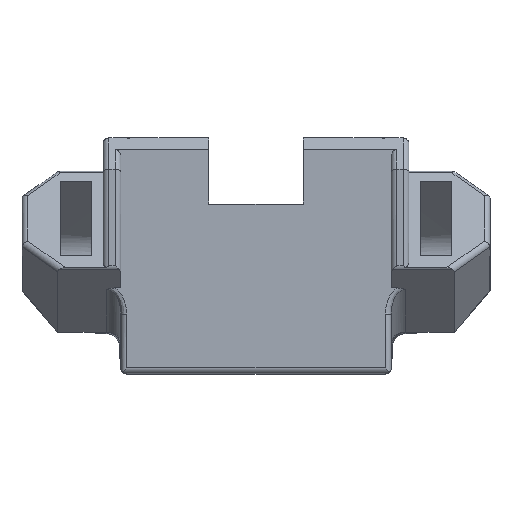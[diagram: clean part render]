
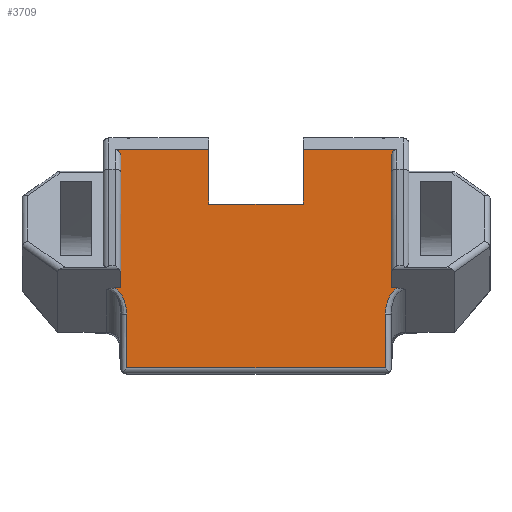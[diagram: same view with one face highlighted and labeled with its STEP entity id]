
A CAD part, top view. The second image highlights one B-rep face of the part: STEP entity #3709.
In plain terms, the highlighted planar face has unit normal (0, 0, 1).
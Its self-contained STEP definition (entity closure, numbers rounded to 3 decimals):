
#143=PLANE('',#4025);
#319=FACE_OUTER_BOUND('',#544,.T.);
#544=EDGE_LOOP('',(#3115,#3116,#3117,#3118,#3119,#3120,#3121,#3122,#3123,
#3124,#3125,#3126,#3127,#3128,#3129,#3130));
#633=ELLIPSE('',#3805,1.414,1.);
#639=ELLIPSE('',#3816,1.414,1.);
#659=ELLIPSE('',#3959,4.95,3.5);
#673=ELLIPSE('',#4026,4.95,3.5);
#810=LINE('',#5325,#1195);
#816=LINE('',#5349,#1201);
#826=LINE('',#5392,#1211);
#905=LINE('',#5601,#1290);
#992=LINE('',#6069,#1377);
#1006=LINE('',#6119,#1391);
#1008=LINE('',#6128,#1393);
#1041=LINE('',#6234,#1426);
#1042=LINE('',#6236,#1427);
#1043=LINE('',#6238,#1428);
#1044=LINE('',#6240,#1429);
#1045=LINE('',#6243,#1430);
#1195=VECTOR('',#4216,1.);
#1201=VECTOR('',#4226,1.);
#1211=VECTOR('',#4256,1.);
#1290=VECTOR('',#4453,1.);
#1377=VECTOR('',#4706,1.);
#1391=VECTOR('',#4772,1.);
#1393=VECTOR('',#4782,1.);
#1426=VECTOR('',#4879,1.);
#1427=VECTOR('',#4882,1.);
#1428=VECTOR('',#4883,1.);
#1429=VECTOR('',#4884,1.);
#1430=VECTOR('',#4887,1.);
#1581=VERTEX_POINT('',#5297);
#1582=VERTEX_POINT('',#5299);
#1587=VERTEX_POINT('',#5322);
#1588=VERTEX_POINT('',#5324);
#1600=VERTEX_POINT('',#5362);
#1601=VERTEX_POINT('',#5364);
#1607=VERTEX_POINT('',#5391);
#1676=VERTEX_POINT('',#5595);
#1678=VERTEX_POINT('',#5599);
#1741=VERTEX_POINT('',#6060);
#1744=VERTEX_POINT('',#6068);
#1757=VERTEX_POINT('',#6127);
#1798=VERTEX_POINT('',#6232);
#1799=VERTEX_POINT('',#6237);
#1800=VERTEX_POINT('',#6239);
#1801=VERTEX_POINT('',#6241);
#1920=EDGE_CURVE('',#1581,#1582,#633,.F.);
#1928=EDGE_CURVE('',#1587,#1588,#810,.T.);
#1936=EDGE_CURVE('',#1582,#1587,#816,.T.);
#1943=EDGE_CURVE('',#1600,#1601,#639,.F.);
#1952=EDGE_CURVE('',#1607,#1601,#826,.T.);
#2058=EDGE_CURVE('',#1676,#1678,#905,.T.);
#2176=EDGE_CURVE('',#1588,#1741,#659,.T.);
#2180=EDGE_CURVE('',#1741,#1744,#992,.T.);
#2206=EDGE_CURVE('',#1676,#1581,#1006,.T.);
#2210=EDGE_CURVE('',#1757,#1744,#1008,.T.);
#2263=EDGE_CURVE('',#1678,#1798,#1041,.T.);
#2264=EDGE_CURVE('',#1607,#1798,#1042,.T.);
#2265=EDGE_CURVE('',#1600,#1799,#1043,.T.);
#2266=EDGE_CURVE('',#1799,#1800,#1044,.T.);
#2267=EDGE_CURVE('',#1800,#1801,#673,.T.);
#2268=EDGE_CURVE('',#1801,#1757,#1045,.T.);
#3115=ORIENTED_EDGE('',*,*,#2263,.T.);
#3116=ORIENTED_EDGE('',*,*,#2264,.F.);
#3117=ORIENTED_EDGE('',*,*,#1952,.T.);
#3118=ORIENTED_EDGE('',*,*,#1943,.F.);
#3119=ORIENTED_EDGE('',*,*,#2265,.T.);
#3120=ORIENTED_EDGE('',*,*,#2266,.T.);
#3121=ORIENTED_EDGE('',*,*,#2267,.T.);
#3122=ORIENTED_EDGE('',*,*,#2268,.T.);
#3123=ORIENTED_EDGE('',*,*,#2210,.T.);
#3124=ORIENTED_EDGE('',*,*,#2180,.F.);
#3125=ORIENTED_EDGE('',*,*,#2176,.F.);
#3126=ORIENTED_EDGE('',*,*,#1928,.F.);
#3127=ORIENTED_EDGE('',*,*,#1936,.F.);
#3128=ORIENTED_EDGE('',*,*,#1920,.F.);
#3129=ORIENTED_EDGE('',*,*,#2206,.F.);
#3130=ORIENTED_EDGE('',*,*,#2058,.T.);
#3709=ADVANCED_FACE('',(#319),#143,.F.);
#3805=AXIS2_PLACEMENT_3D('',#5300,#4203,#4204);
#3816=AXIS2_PLACEMENT_3D('',#5365,#4240,#4241);
#3959=AXIS2_PLACEMENT_3D('',#6061,#4697,#4698);
#4025=AXIS2_PLACEMENT_3D('',#6235,#4880,#4881);
#4026=AXIS2_PLACEMENT_3D('',#6242,#4885,#4886);
#4203=DIRECTION('center_axis',(0.,0.,
-1.));
#4204=DIRECTION('ref_axis',(0.,1.,0.));
#4216=DIRECTION('',(1.,0.,0.));
#4226=DIRECTION('',(0.,-1.,0.));
#4240=DIRECTION('center_axis',(0.,0.,
-1.));
#4241=DIRECTION('ref_axis',(0.,1.,0.));
#4256=DIRECTION('',(-1.,0.,0.));
#4453=DIRECTION('',(0.,-1.,0.));
#4697=DIRECTION('center_axis',(0.,0.,
1.));
#4698=DIRECTION('ref_axis',(0.,1.,0.));
#4706=DIRECTION('',(0.,-1.,0.));
#4772=DIRECTION('',(1.,0.,0.));
#4782=DIRECTION('',(1.,0.,0.));
#4879=DIRECTION('',(-1.,0.,0.));
#4880=DIRECTION('center_axis',(0.,0.,
-1.));
#4881=DIRECTION('ref_axis',(1.,0.,0.));
#4882=DIRECTION('',(0.,-1.,0.));
#4883=DIRECTION('',(0.,-1.,0.));
#4884=DIRECTION('',(-1.,0.,0.));
#4885=DIRECTION('center_axis',(0.,0.,
-1.));
#4886=DIRECTION('ref_axis',(0.,1.,0.));
#4887=DIRECTION('',(0.,-1.,0.));
#5297=CARTESIAN_POINT('',(24.5,39.,23.5));
#5299=CARTESIAN_POINT('',(23.5,37.586,23.5));
#5300=CARTESIAN_POINT('Origin',(24.5,37.586,23.5));
#5322=CARTESIAN_POINT('',(23.5,14.897,23.5));
#5324=CARTESIAN_POINT('',(24.598,14.897,23.5));
#5325=CARTESIAN_POINT('',(29.975,14.897,23.5));
#5349=CARTESIAN_POINT('',(23.5,2.,23.5));
#5362=CARTESIAN_POINT('',(-23.5,37.586,23.5));
#5364=CARTESIAN_POINT('',(-24.5,39.,23.5));
#5365=CARTESIAN_POINT('Origin',(-24.5,37.586,23.5));
#5391=CARTESIAN_POINT('',(-8.25,39.,23.5));
#5392=CARTESIAN_POINT('',(-23.5,39.,23.5));
#5595=CARTESIAN_POINT('',(8.25,39.,23.5));
#5599=CARTESIAN_POINT('',(8.25,29.5,23.5));
#5601=CARTESIAN_POINT('',(8.25,41.,23.5));
#6060=CARTESIAN_POINT('',(22.5,10.362,23.5));
#6061=CARTESIAN_POINT('Origin',(26.,10.362,23.5));
#6068=CARTESIAN_POINT('',(22.5,1.,23.5));
#6069=CARTESIAN_POINT('',(22.5,8.756,23.5));
#6119=CARTESIAN_POINT('',(23.5,39.,23.5));
#6127=CARTESIAN_POINT('',(-22.5,1.,23.5));
#6128=CARTESIAN_POINT('',(-0.5,1.,23.5));
#6232=CARTESIAN_POINT('',(-8.25,29.5,23.5));
#6234=CARTESIAN_POINT('',(8.25,29.5,23.5));
#6235=CARTESIAN_POINT('Origin',(-23.5,2.,23.5));
#6236=CARTESIAN_POINT('',(-8.25,41.,23.5));
#6237=CARTESIAN_POINT('',(-23.5,14.897,23.5));
#6238=CARTESIAN_POINT('',(-23.5,2.,23.5));
#6239=CARTESIAN_POINT('',(-24.598,14.897,23.5));
#6240=CARTESIAN_POINT('',(-29.975,14.897,23.5));
#6241=CARTESIAN_POINT('',(-22.5,10.362,23.5));
#6242=CARTESIAN_POINT('Origin',(-26.,10.362,23.5));
#6243=CARTESIAN_POINT('',(-22.5,8.756,23.5));
